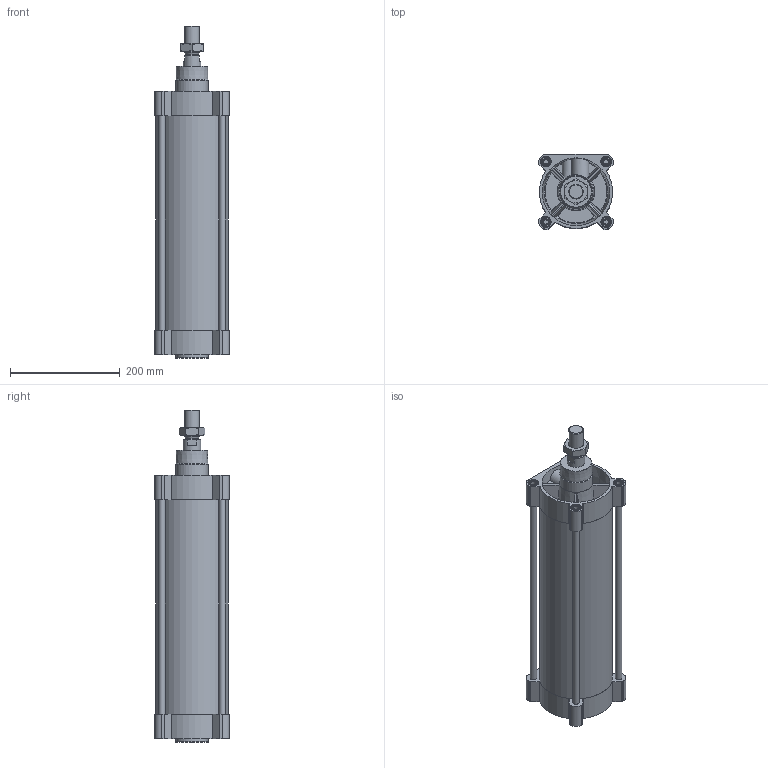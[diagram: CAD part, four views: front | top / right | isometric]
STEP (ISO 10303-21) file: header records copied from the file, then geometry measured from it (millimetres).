
FILE_DESCRIPTION(/* description */ ('STEP AP214'),/* implementation_level */ '2;1');
FILE_NAME(/* name */ '2159631_DSBG-125-320-PPVA-N3',/* time_stamp */ '2024-08-21T12:24:26+02:00',/* author */ ('License CC BY-ND 4.0'),/* organization */ ('CADENAS'),/* preprocessor_version */ 'ST-DEVELOPER v19.3',/* originating_system */ 'PARTsolutions',/* authorisation */ ' ');
FILE_SCHEMA (('AUTOMOTIVE_DESIGN {1 0 10303 214 3 1 1}'));
Length unit declared in the file: millimetre
Products named in the file (4): 2159631 DSBG-125-320-PPVA-N3---(0); 2045493 DSBG--125-320-PPVA000_(Z_0); 2045493 DSBG-125-320_(K); DIN-439-B - M27x2(F)
Assembly tree (3 placements, depth 2):
  2159631 DSBG-125-320-PPVA-N3---(0)
    2045493 DSBG--125-320-PPVA000_(Z_0)
    2045493 DSBG-125-320_(K)
    DIN-439-B - M27x2(F)
Bounding box: 136 x 136 x 605 mm (x, y, z)
Volume: 3033964.5 mm3; surface area: 697374.3 mm2
Topology: 3 solids, 7 shells, 384 faces, 943 edges, 612 vertices
Faces by surface type: plane 180, cylinder 124, cone 50, torus 30
Full cylindrical faces by diameter (mm): 4.459 x2, 10.106 x8, 12 x6, 12.8 x2, 18 x8, 18.631 x2, 19.6 x8, 24.3 x1, 24.835 x1, 27 x1, 32 x2, 60 x2, 125 x2, 133 x1
Entity records: 13755 total; most frequent: CARTESIAN_POINT 2773, DIRECTION 1669, ORIENTED_EDGE 1656, EDGE_CURVE 828, AXIS2_PLACEMENT_3D 672, VERTEX_POINT 595, EDGE_LOOP 533, FACE_BOUND 533
